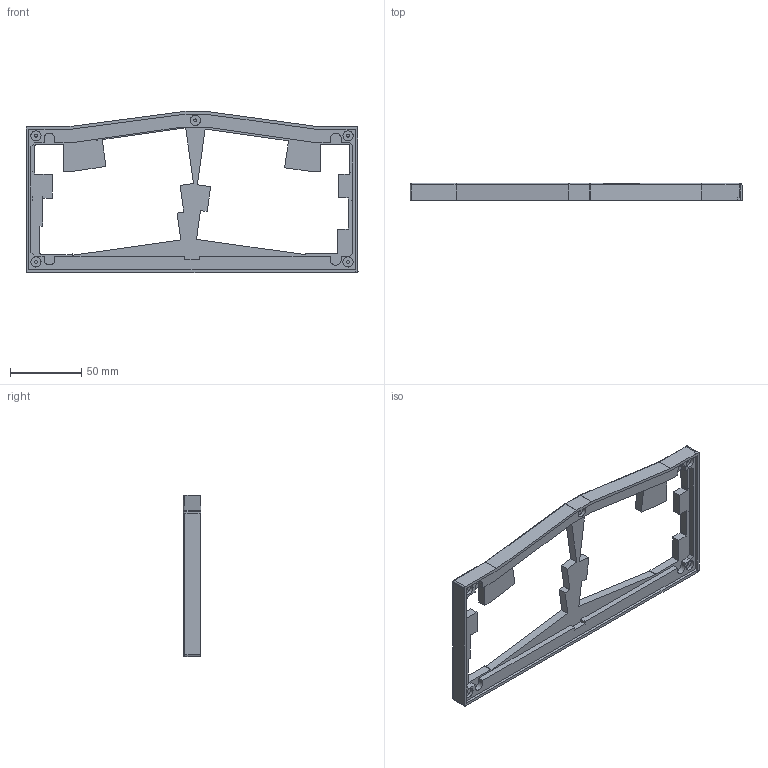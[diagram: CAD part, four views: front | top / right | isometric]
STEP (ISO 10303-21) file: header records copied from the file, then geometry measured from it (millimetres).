
FILE_DESCRIPTION(/* description */ (''),/* implementation_level */ '2;1');
FILE_NAME(/* name */ 'cool838axl_casedesign_top v6.step',/* time_stamp */ '2023-07-28T07:08:09+09:00',/* author */ (''),/* organization */ (''),/* preprocessor_version */ 'ST-DEVELOPER v19.2',/* originating_system */ 'Autodesk Translation Framework v12.6.0.85',/* authorisation */ '');
FILE_SCHEMA (('AUTOMOTIVE_DESIGN { 1 0 10303 214 3 1 1 }'));
Length unit declared in the file: millimetre
Products named in the file (1): cool838axl_casedesign_top
Bounding box: 233.04 x 12 x 113.19 mm (x, y, z)
Volume: 86449.8 mm3; surface area: 38001.8 mm2
Topology: 1 solids, 1 shells, 197 faces, 534 edges, 345 vertices
Faces by surface type: plane 161, cylinder 32, sphere 4
Full cylindrical faces by diameter (mm): 2 x5, 7.116 x1, 7.123 x1, 7.133 x1, 7.136 x1, 7.175 x1
Entity records: 6159 total; most frequent: CARTESIAN_POINT 1110, ORIENTED_EDGE 1062, DIRECTION 981, EDGE_CURVE 531, LINE 475, VECTOR 475, VERTEX_POINT 345, AXIS2_PLACEMENT_3D 253
